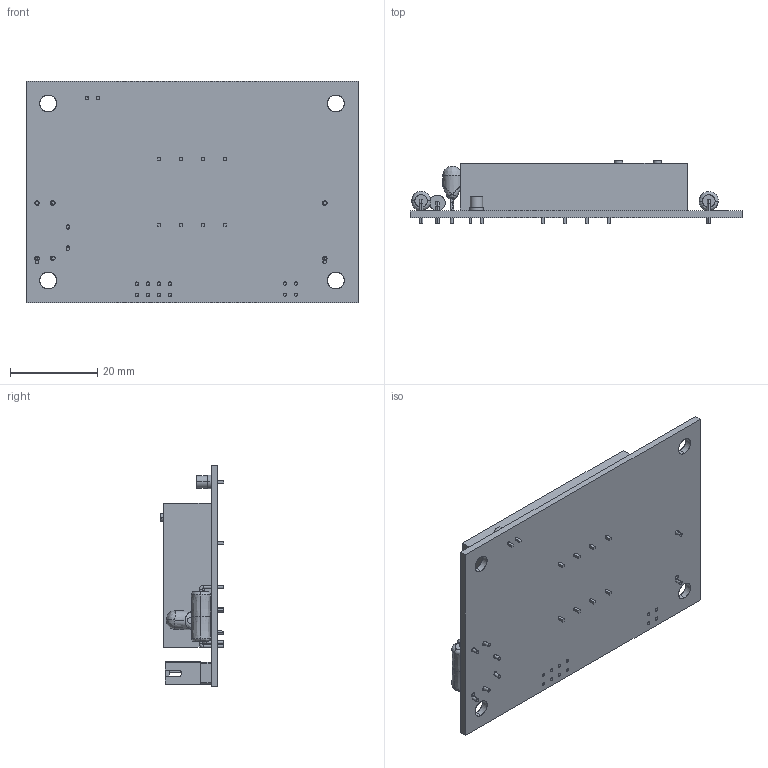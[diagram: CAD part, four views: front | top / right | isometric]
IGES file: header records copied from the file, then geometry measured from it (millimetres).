
Start section: SolidWorks IGES file using analytic representation for surfaces
Global section: file name: ldd_igs.IGS; native system: SolidWorks 2008; preprocessor: SolidWorks 2008; author: gniebel; date: 090303.154104; units: inch
Bounding box: 76.2 x 14.62 x 50.8 mm (x, y, z)
Surface area: 20969.2 mm2 (no closed solid volume)
Topology: 0 solids, 0 shells, 753 faces, 6806 edges, 6804 vertices
Faces by surface type: bspline 558, revolution 195
